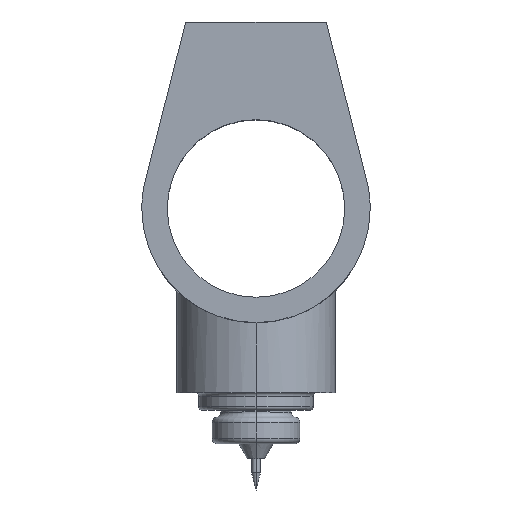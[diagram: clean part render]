
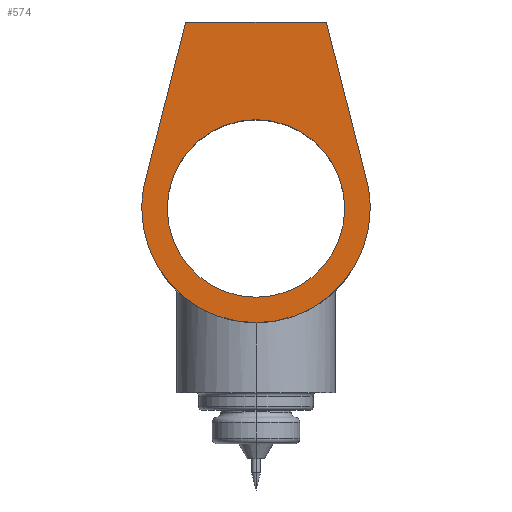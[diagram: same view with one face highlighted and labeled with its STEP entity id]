
A CAD part, top view. The second image highlights one B-rep face of the part: STEP entity #574.
In plain terms, the highlighted planar face has unit normal (0, 0, 1).
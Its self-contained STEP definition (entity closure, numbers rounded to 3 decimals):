
#38 = DIRECTION ( 'NONE',  ( 1., 0., 0. ) ) ;
#55 = DIRECTION ( 'NONE',  ( 0., 0., 1. ) ) ;
#60 = DIRECTION ( 'NONE',  ( 1., 0., 0. ) ) ;
#80 = VECTOR ( 'NONE', #1128, 1000. ) ;
#94 = EDGE_CURVE ( 'NONE', #805, #1703, #1013, .T. ) ;
#110 = ORIENTED_EDGE ( 'NONE', *, *, #552, .T. ) ;
#157 = LINE ( 'NONE', #1351, #472 ) ;
#192 = FACE_BOUND ( 'NONE', #386, .T. ) ;
#194 = CIRCLE ( 'NONE', #1513, 50.5 ) ;
#226 = CARTESIAN_POINT ( 'NONE',  ( 40., 226.08, 50. ) ) ;
#281 = ORIENTED_EDGE ( 'NONE', *, *, #921, .F. ) ;
#322 = ORIENTED_EDGE ( 'NONE', *, *, #94, .T. ) ;
#324 = CARTESIAN_POINT ( 'NONE',  ( -62.98, 136.08, 50. ) ) ;
#335 = DIRECTION ( 'NONE',  ( 0., 0., 1. ) ) ;
#386 = EDGE_LOOP ( 'NONE', ( #1009, #281 ) ) ;
#397 = VERTEX_POINT ( 'NONE', #324 ) ;
#408 = EDGE_CURVE ( 'NONE', #931, #1669, #157, .T. ) ;
#420 = ORIENTED_EDGE ( 'NONE', *, *, #873, .T. ) ;
#472 = VECTOR ( 'NONE', #1102, 1000. ) ;
#487 = CARTESIAN_POINT ( 'NONE',  ( 0., 120., 50. ) ) ;
#552 = EDGE_CURVE ( 'NONE', #1669, #397, #1279, .T. ) ;
#566 = CARTESIAN_POINT ( 'NONE',  ( 40., 226.08, 50. ) ) ;
#573 = DIRECTION ( 'NONE',  ( 1., 0., 0. ) ) ;
#574 = ADVANCED_FACE ( 'NONE', ( #993, #192 ), #1155, .T. ) ;
#583 = CIRCLE ( 'NONE', #819, 65. ) ;
#594 = DIRECTION ( 'NONE',  ( 1., 0., 0. ) ) ;
#607 = AXIS2_PLACEMENT_3D ( 'NONE', #1103, #1342, #38 ) ;
#621 = EDGE_LOOP ( 'NONE', ( #110, #420, #1285, #322, #1158, #1536 ) ) ;
#646 = VECTOR ( 'NONE', #1272, 1000. ) ;
#682 = DIRECTION ( 'NONE',  ( 0., 0., 1. ) ) ;
#769 = DIRECTION ( 'NONE',  ( 0., 0., 1. ) ) ;
#805 = VERTEX_POINT ( 'NONE', #1360 ) ;
#819 = AXIS2_PLACEMENT_3D ( 'NONE', #835, #1247, #1216 ) ;
#835 = CARTESIAN_POINT ( 'NONE',  ( 0., 120., 50. ) ) ;
#847 = EDGE_CURVE ( 'NONE', #1676, #805, #1203, .T. ) ;
#866 = CIRCLE ( 'NONE', #607, 50.5 ) ;
#869 = CARTESIAN_POINT ( 'NONE',  ( 0., 120., 50. ) ) ;
#871 = DIRECTION ( 'NONE',  ( 1., 0., 0. ) ) ;
#873 = EDGE_CURVE ( 'NONE', #397, #1676, #583, .T. ) ;
#875 = CARTESIAN_POINT ( 'NONE',  ( 62.98, 136.08, 50. ) ) ;
#921 = EDGE_CURVE ( 'NONE', #1526, #1354, #866, .T. ) ;
#931 = VERTEX_POINT ( 'NONE', #566 ) ;
#947 = CARTESIAN_POINT ( 'NONE',  ( 0., 120., 50. ) ) ;
#955 = AXIS2_PLACEMENT_3D ( 'NONE', #947, #682, #573 ) ;
#956 = AXIS2_PLACEMENT_3D ( 'NONE', #869, #335, #594 ) ;
#993 = FACE_OUTER_BOUND ( 'NONE', #621, .T. ) ;
#1009 = ORIENTED_EDGE ( 'NONE', *, *, #1059, .F. ) ;
#1013 = CIRCLE ( 'NONE', #1663, 65. ) ;
#1059 = EDGE_CURVE ( 'NONE', #1354, #1526, #194, .T. ) ;
#1102 = DIRECTION ( 'NONE',  ( -1., 0., 0. ) ) ;
#1103 = CARTESIAN_POINT ( 'NONE',  ( 0., 120., 50. ) ) ;
#1105 = CARTESIAN_POINT ( 'NONE',  ( -40., 226.08, 50. ) ) ;
#1128 = DIRECTION ( 'NONE',  ( -0.247, -0.969, 0. ) ) ;
#1155 = PLANE ( 'NONE',  #956 ) ;
#1158 = ORIENTED_EDGE ( 'NONE', *, *, #1402, .T. ) ;
#1203 = CIRCLE ( 'NONE', #955, 65. ) ;
#1216 = DIRECTION ( 'NONE',  ( 1., 0., 0. ) ) ;
#1247 = DIRECTION ( 'NONE',  ( 0., 0., 1. ) ) ;
#1271 = CARTESIAN_POINT ( 'NONE',  ( -40., 226.08, 50. ) ) ;
#1272 = DIRECTION ( 'NONE',  ( -0.247, 0.969, 0. ) ) ;
#1279 = LINE ( 'NONE', #1271, #80 ) ;
#1285 = ORIENTED_EDGE ( 'NONE', *, *, #847, .T. ) ;
#1300 = LINE ( 'NONE', #226, #646 ) ;
#1332 = CARTESIAN_POINT ( 'NONE',  ( 50.5, 120., 50. ) ) ;
#1342 = DIRECTION ( 'NONE',  ( 0., 0., 1. ) ) ;
#1351 = CARTESIAN_POINT ( 'NONE',  ( 40., 226.08, 50. ) ) ;
#1354 = VERTEX_POINT ( 'NONE', #1548 ) ;
#1360 = CARTESIAN_POINT ( 'NONE',  ( 65., 120., 50. ) ) ;
#1402 = EDGE_CURVE ( 'NONE', #1703, #931, #1300, .T. ) ;
#1513 = AXIS2_PLACEMENT_3D ( 'NONE', #487, #769, #60 ) ;
#1526 = VERTEX_POINT ( 'NONE', #1332 ) ;
#1532 = CARTESIAN_POINT ( 'NONE',  ( 0., 120., 50. ) ) ;
#1536 = ORIENTED_EDGE ( 'NONE', *, *, #408, .T. ) ;
#1548 = CARTESIAN_POINT ( 'NONE',  ( -50.5, 120., 50. ) ) ;
#1644 = CARTESIAN_POINT ( 'NONE',  ( -65., 120., 50. ) ) ;
#1663 = AXIS2_PLACEMENT_3D ( 'NONE', #1532, #55, #871 ) ;
#1669 = VERTEX_POINT ( 'NONE', #1105 ) ;
#1676 = VERTEX_POINT ( 'NONE', #1644 ) ;
#1703 = VERTEX_POINT ( 'NONE', #875 ) ;
